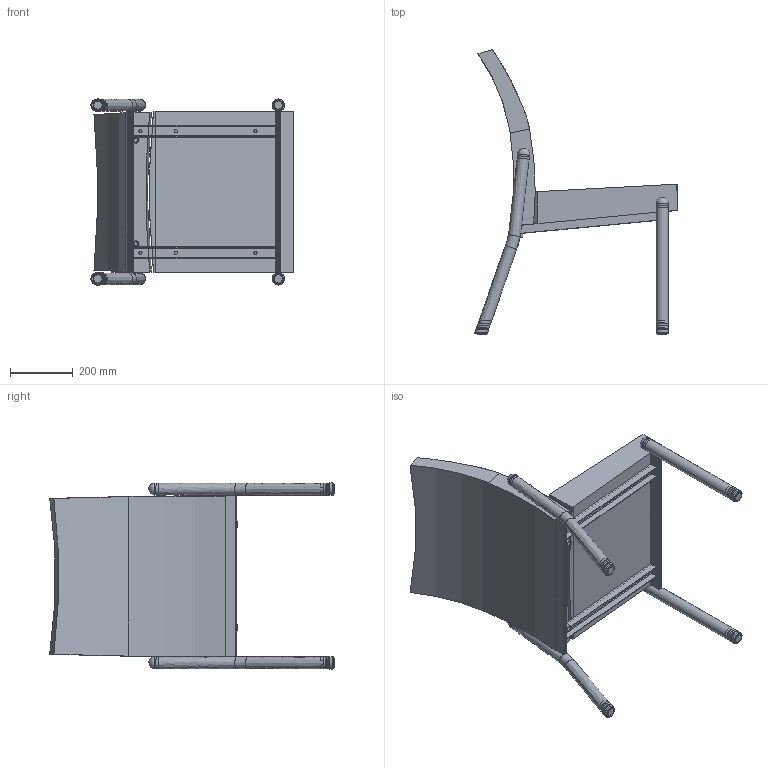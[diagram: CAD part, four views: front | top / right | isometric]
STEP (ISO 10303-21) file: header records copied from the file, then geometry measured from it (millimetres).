
FILE_DESCRIPTION(/* description */ (''),/* implementation_level */ '2;1');
FILE_NAME(/* name */ 'LB10N (SYMBOL).stp',/* time_stamp */ '2017-02-20T09:31:02-05:00',/* author */ ('emerkel'),/* organization */ (''),/* preprocessor_version */ 'ST-DEVELOPER v16.5',/* originating_system */ 'Autodesk Inventor 2017',/* authorisation */ '');
FILE_SCHEMA (('AUTOMOTIVE_DESIGN { 1 0 10303 214 3 1 1 }'));
Products named in the file (7): LB10N (SYMBOL); LB10 FM-A; LEG CAP LB-B; LEG CAP RD1.5-B; NEW SEAT3; NEW BACK3; LEG CAP
Assembly tree (11 placements, depth 2):
  LB10N (SYMBOL)
    LB10 FM-A
    LEG CAP LB-B  x2
    LEG CAP RD1.5-B  x2
    NEW SEAT3
    NEW BACK3
    LEG CAP  x4
Bounding box: 643.07 x 905.16 x 591.84 mm (x, y, z)
Volume: 37377332.2 mm3; surface area: 2256357.2 mm2
Topology: 29 solids, 37 shells, 2044 faces, 4256 edges, 2318 vertices
Faces by surface type: cylinder 689, bspline 520, torus 512, plane 275, sphere 32, cone 16
Full cylindrical faces by diameter (mm): 3.175 x8, 6.198 x4, 6.528 x4, 7.925 x12, 9.525 x6, 9.906 x8, 11.989 x8, 12.954 x2, 19.05 x2, 22.86 x4, 27.94 x12, 30.162 x2, 31.75 x2, 34.087 x16, 35.154 x2, 38.1 x2, 39.37 x4
Entity records: 44967 total; most frequent: CARTESIAN_POINT 23601, ORIENTED_EDGE 4510, DIRECTION 3991, EDGE_CURVE 2249, AXIS2_PLACEMENT_3D 1683, VERTEX_POINT 1286, EDGE_LOOP 1259, FACE_OUTER_BOUND 1093
